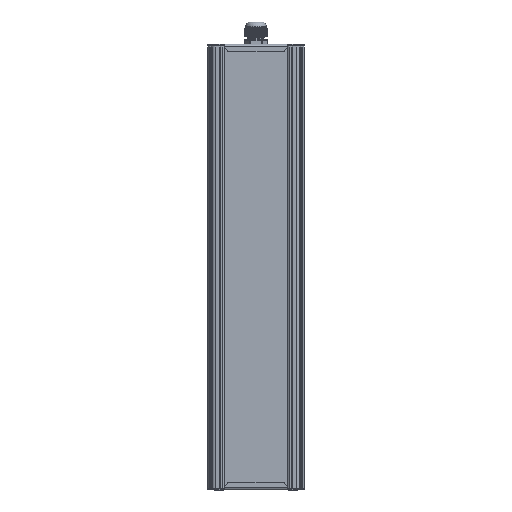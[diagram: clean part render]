
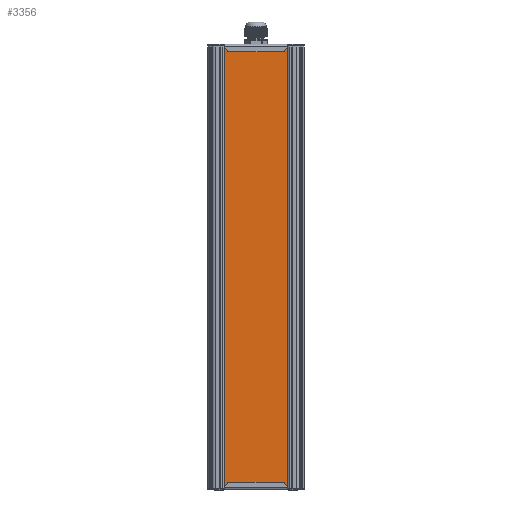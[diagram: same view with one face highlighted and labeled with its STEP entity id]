
A CAD part, front view. The second image highlights one B-rep face of the part: STEP entity #3356.
In plain terms, the highlighted face is planar.
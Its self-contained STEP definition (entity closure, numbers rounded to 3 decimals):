
#3356=ADVANCED_FACE('',(#15822),#15824,.T.);
#15822=FACE_BOUND('',#15823,.T.);
#15823=EDGE_LOOP('',(#30004,#30005,#30006,#30007));
#15824=PLANE('',#15825);
#15825=AXIS2_PLACEMENT_3D('',#15826,#15827,#15828);
#15826=CARTESIAN_POINT('',(120.465,593.492,117.308));
#15827=DIRECTION('',(0.,0.,-1.));
#15828=DIRECTION('',(0.,1.,0.));
#30004=ORIENTED_EDGE('',*,*,#37718,.T.);
#30005=ORIENTED_EDGE('',*,*,#37720,.F.);
#30006=ORIENTED_EDGE('',*,*,#37721,.F.);
#30007=ORIENTED_EDGE('',*,*,#37722,.T.);
#37718=EDGE_CURVE('',#43910,#43908,#43911,.T.);
#37720=EDGE_CURVE('',#43913,#43908,#43914,.T.);
#37721=EDGE_CURVE('',#43915,#43913,#43916,.T.);
#37722=EDGE_CURVE('',#43915,#43910,#43917,.T.);
#43908=VERTEX_POINT('',#63670);
#43910=VERTEX_POINT('',#63674);
#43911=LINE('',#63675,#63676);
#43913=VERTEX_POINT('',#63681);
#43914=LINE('',#63682,#63683);
#43915=VERTEX_POINT('',#63685);
#43916=LINE('',#63686,#63687);
#43917=LINE('',#63689,#63690);
#63670=CARTESIAN_POINT('',(526.465,679.838,117.308));
#63674=CARTESIAN_POINT('',(10.465,679.838,117.308));
#63675=CARTESIAN_POINT('',(10.465,679.838,117.308));
#63676=VECTOR('',#63677,1.);
#63677=DIRECTION('',(1.,0.,0.));
#63681=CARTESIAN_POINT('',(526.465,593.492,117.308));
#63682=CARTESIAN_POINT('',(526.465,593.492,117.308));
#63683=VECTOR('',#63684,1.);
#63684=DIRECTION('',(0.,1.,0.));
#63685=CARTESIAN_POINT('',(10.465,593.492,117.308));
#63686=CARTESIAN_POINT('',(10.465,593.492,117.308));
#63687=VECTOR('',#63688,1.);
#63688=DIRECTION('',(1.,0.,0.));
#63689=CARTESIAN_POINT('',(10.465,593.492,117.308));
#63690=VECTOR('',#63691,1.);
#63691=DIRECTION('',(0.,1.,0.));
